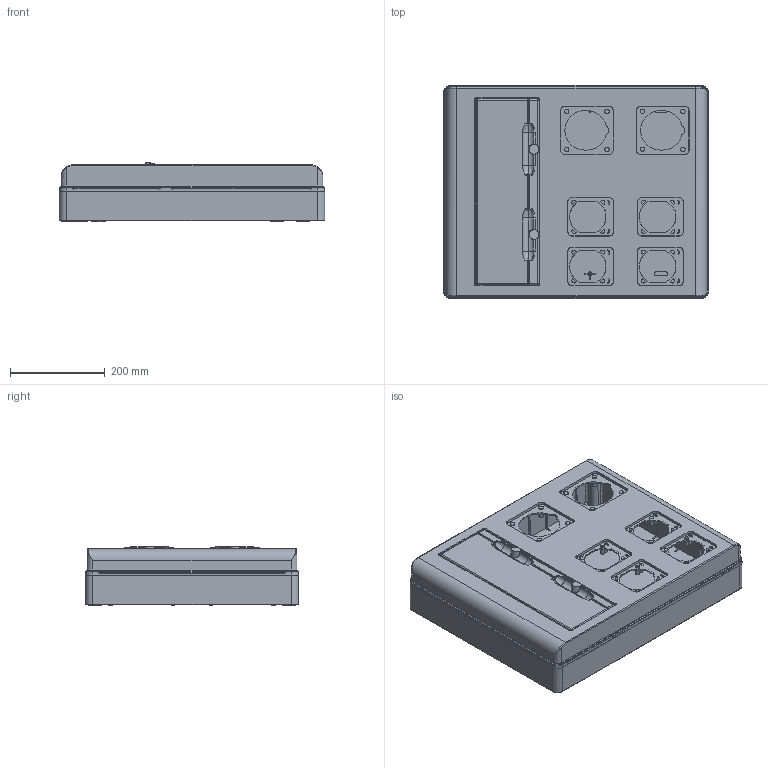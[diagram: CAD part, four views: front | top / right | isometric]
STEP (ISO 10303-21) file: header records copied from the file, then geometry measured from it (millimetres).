
FILE_DESCRIPTION((''),'2;1');
FILE_NAME('GW68021N_ASM','2020-09-17T09:57:24',('User'),('Axiro Italia'),'CREO PARAMETRIC BY PTC INC, 2020074','CREO PARAMETRIC BY PTC INC, 2020074','');
FILE_SCHEMA(('CONFIG_CONTROL_DESIGN'));
Length unit declared in the file: millimetre
Products named in the file (3): 55523526CXXX___FONDO_QDIN_20M; 5523575H_FR_QDIN_20M_4PR_16-32; GW68021N_ASM
Assembly tree (2 placements, depth 2):
  GW68021N_ASM
    55523526CXXX___FONDO_QDIN_20M
    5523575H_FR_QDIN_20M_4PR_16-32
Bounding box: 560.01 x 450.01 x 126.01 mm (x, y, z)
Volume: 4236633.4 mm3; surface area: 1580098.9 mm2
Topology: 2 solids, 2 shells, 1501 faces, 3937 edges, 2561 vertices
Faces by surface type: plane 786, cone 386, cylinder 231, bspline 60, torus 30, sphere 4, extrusion 4
Entity records: 53335 total; most frequent: CARTESIAN_POINT 16483, ORIENTED_EDGE 7854, DIRECTION 7354, EDGE_CURVE 3927, VERTEX_POINT 2561, AXIS2_PLACEMENT_3D 2491, VECTOR 2372, LINE 2368
